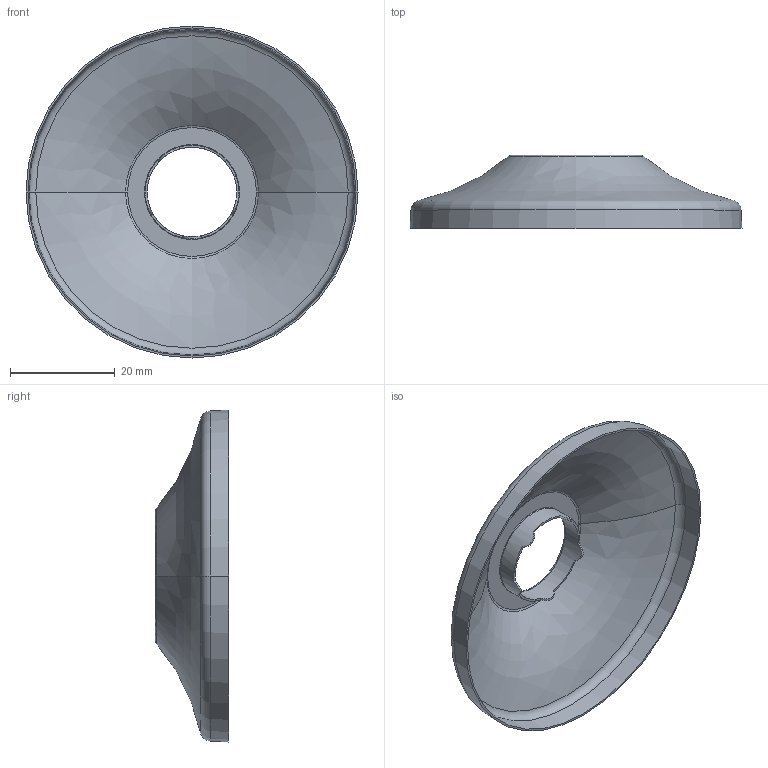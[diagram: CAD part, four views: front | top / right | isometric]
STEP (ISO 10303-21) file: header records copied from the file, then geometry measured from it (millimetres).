
FILE_DESCRIPTION((''),'2;1');
FILE_NAME('440_ASM','2021-06-16T10:49:24',('NSantos'),(''),'CREO PARAMETRIC BY PTC INC, 2018500','CREO PARAMETRIC BY PTC INC, 2018500','');
FILE_SCHEMA(('CONFIG_CONTROL_DESIGN'));
Length unit declared in the file: inch
Products named in the file (2): 50850; 440_ASM
Assembly tree (1 placements, depth 2):
  440_ASM
    50850
Bounding box: 63.5 x 13.99 x 63.5 mm (x, y, z)
Volume: 1600.5 mm3; surface area: 12651 mm2
Topology: 1 solids, 2 shells, 56 faces, 131 edges, 78 vertices
Faces by surface type: torus 18, cylinder 14, cone 10, plane 8, bspline 6
Entity records: 1940 total; most frequent: CARTESIAN_POINT 576, DIRECTION 303, ORIENTED_EDGE 258, AXIS2_PLACEMENT_3D 137, EDGE_CURVE 131, CIRCLE 82, VERTEX_POINT 78, EDGE_LOOP 59
